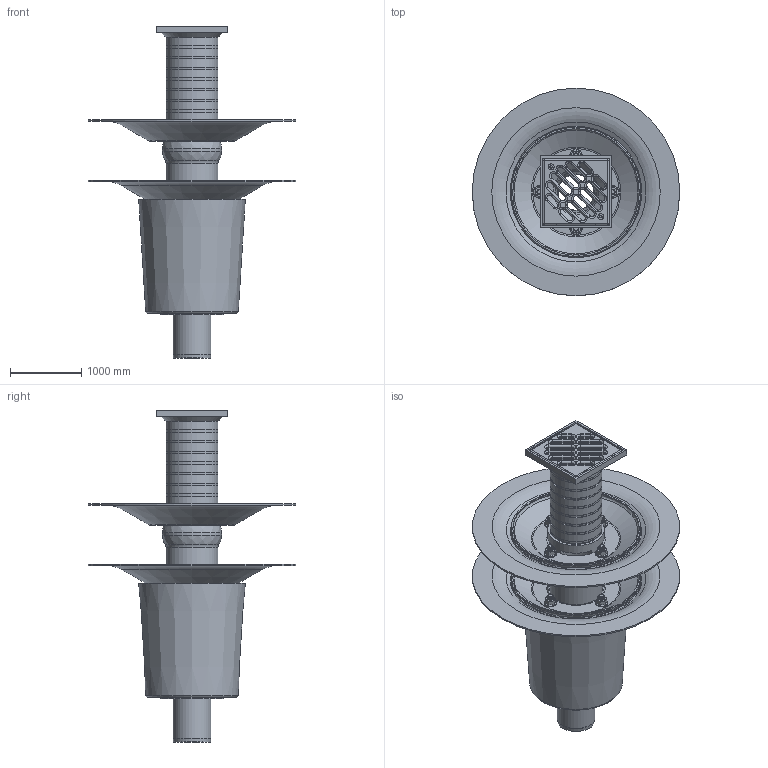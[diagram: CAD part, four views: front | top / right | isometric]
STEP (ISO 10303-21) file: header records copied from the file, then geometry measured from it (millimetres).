
FILE_DESCRIPTION(/* description */ (''),/* implementation_level */ '2;1');
FILE_NAME(/* name */ '19260.050X_3D.stp',/* time_stamp */ '2025-11-13T07:25:36+01:00',/* author */ ('d.brandes'),/* organization */ (''),/* preprocessor_version */ 'ST-DEVELOPER v20.1',/* originating_system */ 'AutoCAD Mechanical',/* authorisation */ '');
FILE_SCHEMA (('AUTOMOTIVE_DESIGN { 1 0 10303 214 3 1 1 }'));
Length unit declared in the file: centimetre
Products named in the file (2): Product; *S0
Assembly tree (1 placements, depth 2):
  Product
    *S0
Bounding box: 2920 x 2920 x 4670.87 mm (x, y, z)
Volume: 1942176844.8 mm3; surface area: 87971241 mm2
Topology: 31 solids, 31 shells, 889 faces, 2011 edges, 1222 vertices
Faces by surface type: cone 266, plane 263, cylinder 245, torus 95, bspline 12, sphere 8
Full cylindrical faces by diameter (mm): 35 x2, 40 x3, 66.47 x8, 80 x8, 85 x2, 100 x1, 110 x8, 510 x1, 530 x2, 706 x2, 720 x8, 730 x12, 734 x1, 756 x2, 758 x1, 760 x1, 782 x1, 800 x1, 808 x3, 820 x2, 832 x2, 890 x1, 950 x1, 1070 x1, 2920 x2
Entity records: 26737 total; most frequent: CARTESIAN_POINT 6316, DIRECTION 4512, ORIENTED_EDGE 4020, EDGE_CURVE 2010, AXIS2_PLACEMENT_3D 1856, VERTEX_POINT 1220, EDGE_LOOP 1018, CIRCLE 976
